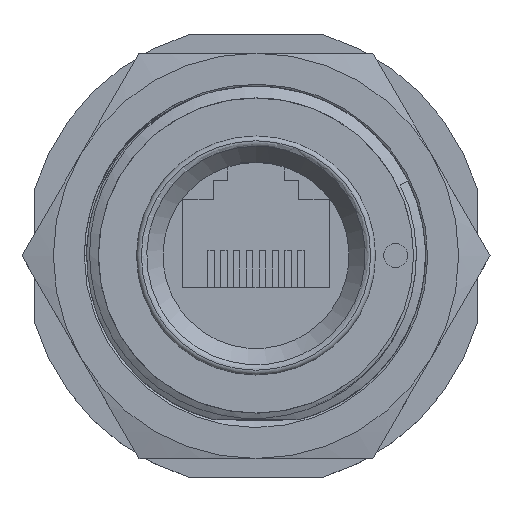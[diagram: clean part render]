
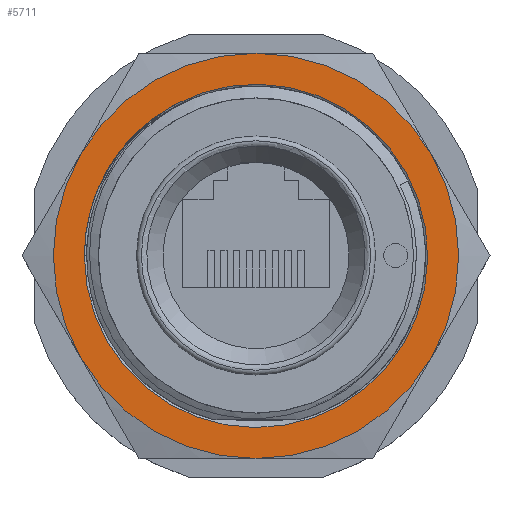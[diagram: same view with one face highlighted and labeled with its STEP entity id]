
A CAD part, top view. The second image highlights one B-rep face of the part: STEP entity #5711.
In plain terms, the highlighted planar face has unit normal (0, 0, 1).
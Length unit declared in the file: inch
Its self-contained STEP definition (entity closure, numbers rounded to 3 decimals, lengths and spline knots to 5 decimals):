
#278 = CARTESIAN_POINT ( 'NONE',  ( -0.535, 0., 0.0785 ) ) ;
#410 = CIRCLE ( 'NONE', #4541, 0.6315 ) ;
#979 = EDGE_LOOP ( 'NONE', ( #2501, #12400 ) ) ;
#995 = DIRECTION ( 'NONE',  ( 0., 0., -1. ) ) ;
#1073 = CARTESIAN_POINT ( 'NONE',  ( 0., -0.6315, 0.0785 ) ) ;
#1109 = CIRCLE ( 'NONE', #15454, 0.535 ) ;
#1543 = ORIENTED_EDGE ( 'NONE', *, *, #2314, .T. ) ;
#2195 = FACE_BOUND ( 'NONE', #979, .T. ) ;
#2314 = EDGE_CURVE ( 'NONE', #11827, #13784, #4119, .T. ) ;
#2499 = CIRCLE ( 'NONE', #11968, 0.6315 ) ;
#2501 = ORIENTED_EDGE ( 'NONE', *, *, #16033, .T. ) ;
#2509 = AXIS2_PLACEMENT_3D ( 'NONE', #6769, #16455, #8184 ) ;
#2816 = AXIS2_PLACEMENT_3D ( 'NONE', #16498, #8222, #17941 ) ;
#2823 = DIRECTION ( 'NONE',  ( 0., 0., 1. ) ) ;
#3146 = VERTEX_POINT ( 'NONE', #278 ) ;
#3338 = CARTESIAN_POINT ( 'NONE',  ( 0.3646, 0.6315, 0.0785 ) ) ;
#3393 = DIRECTION ( 'NONE',  ( 0., 0., 1. ) ) ;
#3435 = DIRECTION ( 'NONE',  ( 0., 0., 1. ) ) ;
#3946 = AXIS2_PLACEMENT_3D ( 'NONE', #3338, #3393, #13091 ) ;
#4119 = CIRCLE ( 'NONE', #2816, 0.6315 ) ;
#4541 = AXIS2_PLACEMENT_3D ( 'NONE', #5470, #15136, #6888 ) ;
#4577 = CIRCLE ( 'NONE', #6373, 0.6315 ) ;
#4767 = CARTESIAN_POINT ( 'NONE',  ( -0.49735, 0.19715, 0.0785 ) ) ;
#5035 = CIRCLE ( 'NONE', #2509, 0.6315 ) ;
#5470 = CARTESIAN_POINT ( 'NONE',  ( 0., 0., 0.0785 ) ) ;
#5513 = ORIENTED_EDGE ( 'NONE', *, *, #15704, .T. ) ;
#5711 = ADVANCED_FACE ( 'NONE', ( #2195, #6981 ), #7563, .T. ) ;
#6066 = AXIS2_PLACEMENT_3D ( 'NONE', #11748, #3435, #13129 ) ;
#6147 = CARTESIAN_POINT ( 'NONE',  ( -0.5469, 0.31575, 0.0785 ) ) ;
#6282 = EDGE_CURVE ( 'NONE', #15316, #11035, #5035, .T. ) ;
#6373 = AXIS2_PLACEMENT_3D ( 'NONE', #15464, #7199, #16884 ) ;
#6769 = CARTESIAN_POINT ( 'NONE',  ( 0., 0., 0.0785 ) ) ;
#6847 = CARTESIAN_POINT ( 'NONE',  ( 0., 0., 0.0785 ) ) ;
#6888 = DIRECTION ( 'NONE',  ( 1., 0., 0. ) ) ;
#6981 = FACE_OUTER_BOUND ( 'NONE', #18015, .T. ) ;
#7018 = EDGE_CURVE ( 'NONE', #16670, #3146, #1109, .T. ) ;
#7155 = ORIENTED_EDGE ( 'NONE', *, *, #15105, .T. ) ;
#7199 = DIRECTION ( 'NONE',  ( 0., 0., 1. ) ) ;
#7230 = CARTESIAN_POINT ( 'NONE',  ( 0.5469, -0.31575, 0.0785 ) ) ;
#7563 = PLANE ( 'NONE',  #3946 ) ;
#8170 = VERTEX_POINT ( 'NONE', #1073 ) ;
#8184 = DIRECTION ( 'NONE',  ( 1., 0., 0. ) ) ;
#8222 = DIRECTION ( 'NONE',  ( 0., 0., 1. ) ) ;
#8247 = DIRECTION ( 'NONE',  ( 1., 0., 0. ) ) ;
#9352 = CARTESIAN_POINT ( 'NONE',  ( 0., 0., 0.0785 ) ) ;
#10186 = ORIENTED_EDGE ( 'NONE', *, *, #6282, .T. ) ;
#10736 = DIRECTION ( 'NONE',  ( 1., 0., 0. ) ) ;
#11035 = VERTEX_POINT ( 'NONE', #12337 ) ;
#11157 = CARTESIAN_POINT ( 'NONE',  ( 0., 0., 0.0785 ) ) ;
#11748 = CARTESIAN_POINT ( 'NONE',  ( 0., 0., 0.0785 ) ) ;
#11827 = VERTEX_POINT ( 'NONE', #6147 ) ;
#11968 = AXIS2_PLACEMENT_3D ( 'NONE', #11157, #2823, #12526 ) ;
#12337 = CARTESIAN_POINT ( 'NONE',  ( 0.5469, 0.31575, 0.0785 ) ) ;
#12400 = ORIENTED_EDGE ( 'NONE', *, *, #7018, .T. ) ;
#12526 = DIRECTION ( 'NONE',  ( 1., 0., 0. ) ) ;
#12673 = CARTESIAN_POINT ( 'NONE',  ( 0., 0.6315, 0.0785 ) ) ;
#13091 = DIRECTION ( 'NONE',  ( 1., 0., 0. ) ) ;
#13129 = DIRECTION ( 'NONE',  ( 1., 0., 0. ) ) ;
#13784 = VERTEX_POINT ( 'NONE', #17433 ) ;
#14250 = EDGE_CURVE ( 'NONE', #11035, #16439, #4577, .T. ) ;
#14288 = ORIENTED_EDGE ( 'NONE', *, *, #14250, .T. ) ;
#14460 = CIRCLE ( 'NONE', #17253, 0.535 ) ;
#14972 = EDGE_CURVE ( 'NONE', #13784, #8170, #410, .T. ) ;
#15105 = EDGE_CURVE ( 'NONE', #16439, #11827, #2499, .T. ) ;
#15136 = DIRECTION ( 'NONE',  ( 0., 0., 1. ) ) ;
#15316 = VERTEX_POINT ( 'NONE', #7230 ) ;
#15454 = AXIS2_PLACEMENT_3D ( 'NONE', #6847, #16529, #8247 ) ;
#15464 = CARTESIAN_POINT ( 'NONE',  ( 0., 0., 0.0785 ) ) ;
#15704 = EDGE_CURVE ( 'NONE', #8170, #15316, #16032, .T. ) ;
#15996 = ORIENTED_EDGE ( 'NONE', *, *, #14972, .T. ) ;
#16032 = CIRCLE ( 'NONE', #6066, 0.6315 ) ;
#16033 = EDGE_CURVE ( 'NONE', #3146, #16670, #14460, .T. ) ;
#16439 = VERTEX_POINT ( 'NONE', #12673 ) ;
#16455 = DIRECTION ( 'NONE',  ( 0., 0., 1. ) ) ;
#16498 = CARTESIAN_POINT ( 'NONE',  ( 0., 0., 0.0785 ) ) ;
#16529 = DIRECTION ( 'NONE',  ( 0., 0., -1. ) ) ;
#16670 = VERTEX_POINT ( 'NONE', #4767 ) ;
#16884 = DIRECTION ( 'NONE',  ( 1., 0., 0. ) ) ;
#17253 = AXIS2_PLACEMENT_3D ( 'NONE', #9352, #995, #10736 ) ;
#17433 = CARTESIAN_POINT ( 'NONE',  ( -0.5469, -0.31575, 0.0785 ) ) ;
#17941 = DIRECTION ( 'NONE',  ( 1., 0., 0. ) ) ;
#18015 = EDGE_LOOP ( 'NONE', ( #5513, #10186, #14288, #7155, #1543, #15996 ) ) ;
